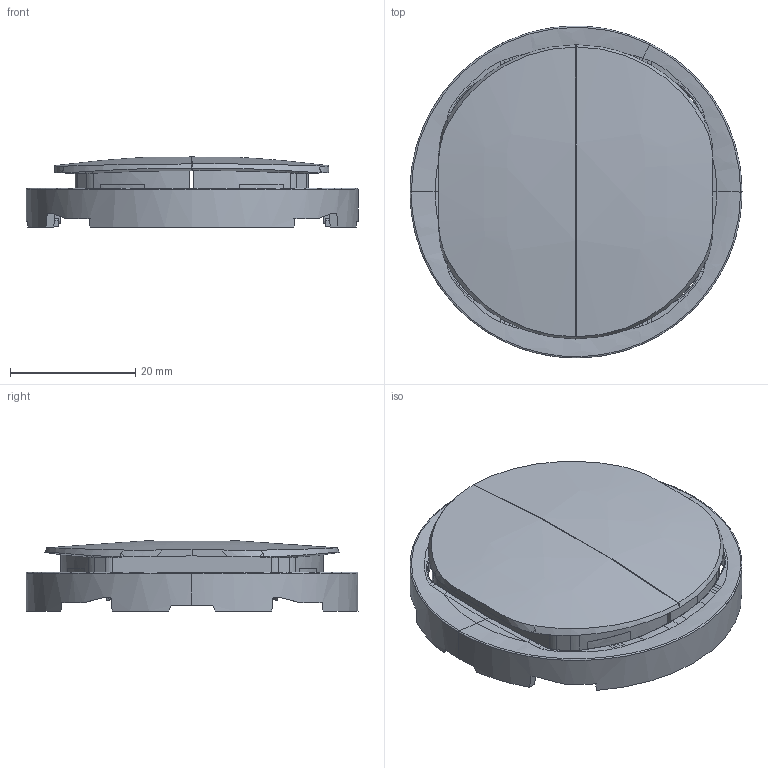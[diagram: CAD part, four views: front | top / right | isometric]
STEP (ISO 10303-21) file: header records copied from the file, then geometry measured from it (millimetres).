
FILE_DESCRIPTION(('CATIA V5 STEP Exchange','CAx-IF Rec.Pracs.--- Model Styling and Organization---1.5--- 2016-08-15','CAx-IF Rec.Pracs.---Supplemental Geometry---1.0---2011-11-01','CAx-IF Rec.Pracs.--- Composite Materials ---1.1---2010-07-15'),'2;1');
FILE_NAME('CB3001s.stp','2023-10-04T11:51:42+00:00',('none'),('none'),'CATIA Version 5-6 Release 2020 SP3','CATIA V5 STEP AP214 v2','none');
FILE_SCHEMA(('AUTOMOTIVE_DESIGN { 1 0 10303 214 1 1 1 1 }'));
Length unit declared in the file: millimetre
Products named in the file (1): CB3001s
Bounding box: 53 x 53 x 11.18 mm (x, y, z)
Volume: 7759.5 mm3; surface area: 11248.8 mm2
Topology: 5 solids, 5 shells, 896 faces, 2534 edges, 1652 vertices
Faces by surface type: plane 378, bspline 312, cylinder 118, cone 42, extrusion 18, torus 18, revolution 10
Entity records: 40844 total; most frequent: CARTESIAN_POINT 22176, ORIENTED_EDGE 5068, EDGE_CURVE 2534, DIRECTION 1875, VERTEX_POINT 1652, B_SPLINE_CURVE_WITH_KNOTS 1535, EDGE_LOOP 902, ADVANCED_FACE 896
